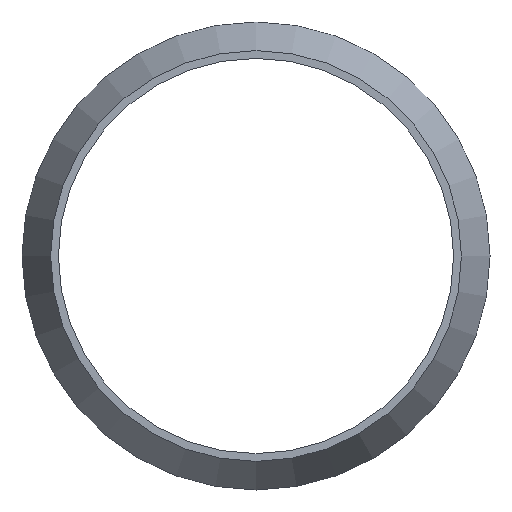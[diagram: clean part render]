
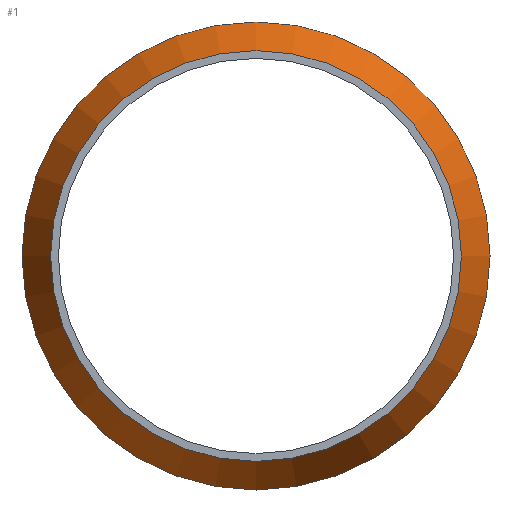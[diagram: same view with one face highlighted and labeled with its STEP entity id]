
A CAD part, left-side view. The second image highlights one B-rep face of the part: STEP entity #1.
In plain terms, the highlighted conical face has half-angle 27.646 degrees and reference radius 45 mm.
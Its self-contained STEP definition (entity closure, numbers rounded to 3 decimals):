
#1 = ADVANCED_FACE ( 'NONE', ( #347, #258 ), #318, .T. ) ;
#14 = CARTESIAN_POINT ( 'NONE',  ( 15.5, 0., -45. ) ) ;
#35 = EDGE_LOOP ( 'NONE', ( #87 ) ) ;
#44 = CARTESIAN_POINT ( 'NONE',  ( 15.5, 0., 0. ) ) ;
#71 = AXIS2_PLACEMENT_3D ( 'NONE', #241, #248, #171 ) ;
#87 = ORIENTED_EDGE ( 'NONE', *, *, #174, .T. ) ;
#124 = CARTESIAN_POINT ( 'NONE',  ( 15.5, 0., 0. ) ) ;
#131 = CIRCLE ( 'NONE', #71, 39.5 ) ;
#132 = VERTEX_POINT ( 'NONE', #14 ) ;
#146 = DIRECTION ( 'NONE',  ( 1., 0., 0. ) ) ;
#157 = ORIENTED_EDGE ( 'NONE', *, *, #228, .F. ) ;
#171 = DIRECTION ( 'NONE',  ( 0., 0., -1. ) ) ;
#174 = EDGE_CURVE ( 'NONE', #295, #295, #131, .T. ) ;
#176 = CARTESIAN_POINT ( 'NONE',  ( 5., 0., -39.5 ) ) ;
#228 = EDGE_CURVE ( 'NONE', #132, #132, #312, .T. ) ;
#236 = DIRECTION ( 'NONE',  ( 0., 0., -1. ) ) ;
#241 = CARTESIAN_POINT ( 'NONE',  ( 5., 0., 0. ) ) ;
#248 = DIRECTION ( 'NONE',  ( 1., 0., 0. ) ) ;
#258 = FACE_BOUND ( 'NONE', #35, .T. ) ;
#260 = AXIS2_PLACEMENT_3D ( 'NONE', #44, #317, #236 ) ;
#278 = DIRECTION ( 'NONE',  ( 0., 0., -1. ) ) ;
#295 = VERTEX_POINT ( 'NONE', #176 ) ;
#304 = AXIS2_PLACEMENT_3D ( 'NONE', #124, #146, #278 ) ;
#307 = EDGE_LOOP ( 'NONE', ( #157 ) ) ;
#312 = CIRCLE ( 'NONE', #304, 45. ) ;
#317 = DIRECTION ( 'NONE',  ( 1., 0., 0. ) ) ;
#318 = CONICAL_SURFACE ( 'NONE', #260, 45., 0.483 ) ;
#347 = FACE_OUTER_BOUND ( 'NONE', #307, .T. ) ;
